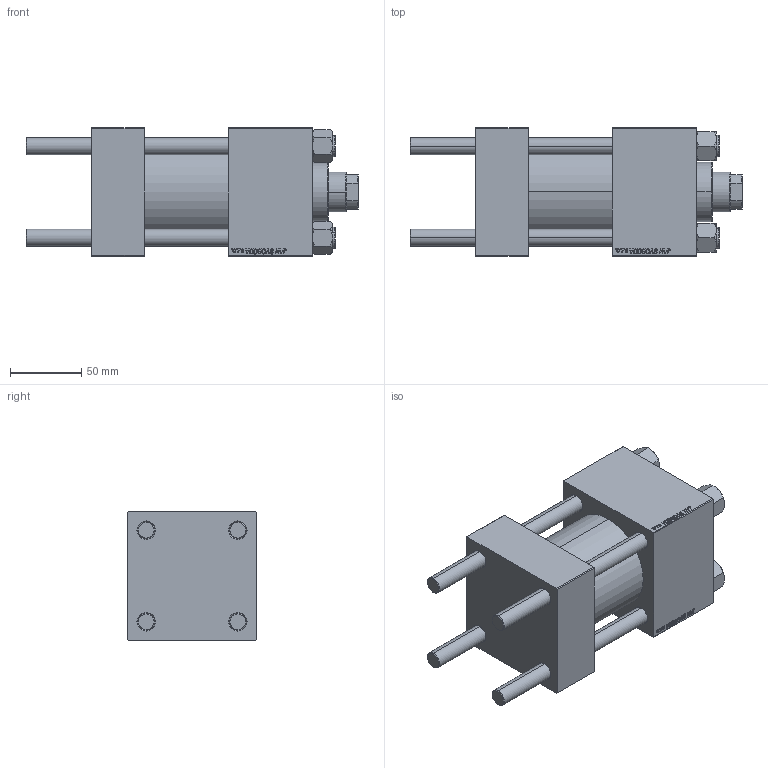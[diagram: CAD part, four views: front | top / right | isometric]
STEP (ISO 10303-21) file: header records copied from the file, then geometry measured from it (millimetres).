
FILE_DESCRIPTION (( 'STEP AP203' ), '1' );
FILE_NAME ('01ed.STEP', '2023-08-23T01:59:34', ( '' ), ( '' ), 'SwSTEP 2.0', 'SolidWorks 2019', '' );
FILE_SCHEMA (( 'CONFIG_CONTROL_DESIGN' ));
Length unit declared in the file: millimetre
Products named in the file (6): V215_VC_A b64901f2234a2a744f299a90579a16b8; 01ed; CR025_012_A_0_G_A_G_M_020_+#_##_TYCINKA b64901f2234a2a744f299a90579a16b8; NUT_M5 b64901f2234a2a744f299a90579a16b8; V215CR_VCP b64901f2234a2a744f299a90579a16b8; V215CR_BODY_A b64901f2234a2a744f299a90579a16b8
Assembly tree (11 placements, depth 2):
  01ed
    V215CR_BODY_A b64901f2234a2a744f299a90579a16b8
    CR025_012_A_0_G_A_G_M_020_+#_##_TYCINKA b64901f2234a2a744f299a90579a16b8  x4
    NUT_M5 b64901f2234a2a744f299a90579a16b8  x4
    V215CR_VCP b64901f2234a2a744f299a90579a16b8
    V215_VC_A b64901f2234a2a744f299a90579a16b8
Bounding box: 233 x 90 x 90 mm (x, y, z)
Volume: 980347 mm3; surface area: 195604.9 mm2
Topology: 11 solids, 11 shells, 1133 faces, 2855 edges, 1853 vertices
Faces by surface type: plane 519, bspline 392, cone 136, cylinder 78, torus 8
Entity records: 49844 total; most frequent: CARTESIAN_POINT 26987, ORIENTED_EDGE 5202, DIRECTION 3240, EDGE_CURVE 2601, VERTEX_POINT 1709, LINE 1584, VECTOR 1584, EDGE_LOOP 1142
